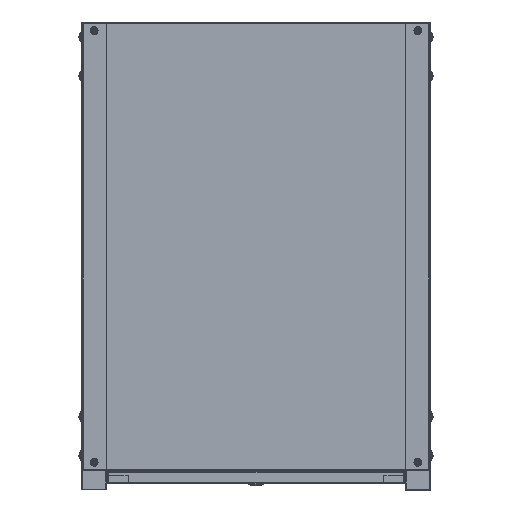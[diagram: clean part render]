
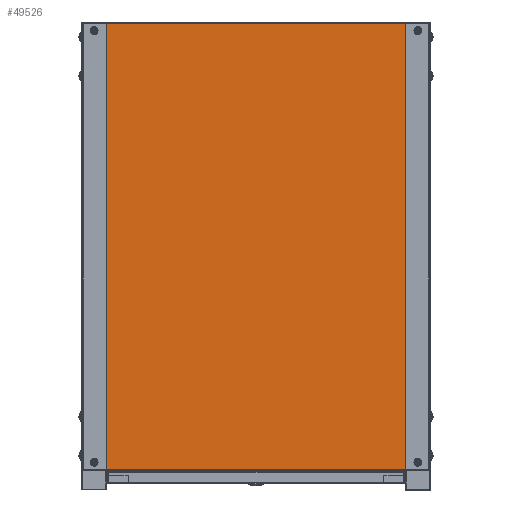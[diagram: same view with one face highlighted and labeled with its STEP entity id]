
A CAD part, left-side view. The second image highlights one B-rep face of the part: STEP entity #49526.
In plain terms, the highlighted face is planar.
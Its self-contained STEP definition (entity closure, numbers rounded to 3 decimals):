
#41 = CARTESIAN_POINT ( 'NONE',  ( -276.75, 0., 205.8 ) ) ;
#42 = AXIS2_PLACEMENT_3D ( 'NONE', #1633, #41487, #32846 ) ;
#210 = CARTESIAN_POINT ( 'NONE',  ( 276.75, 0., 207.5 ) ) ;
#510 = CARTESIAN_POINT ( 'NONE',  ( 286.75, 0., 222.5 ) ) ;
#1013 = CIRCLE ( 'NONE', #13623, 1.7 ) ;
#1633 = CARTESIAN_POINT ( 'NONE',  ( 276.75, 0., -207.5 ) ) ;
#1826 = AXIS2_PLACEMENT_3D ( 'NONE', #22852, #18498, #35000 ) ;
#2061 = CIRCLE ( 'NONE', #40103, 1.7 ) ;
#3673 = EDGE_LOOP ( 'NONE', ( #45452, #29089 ) ) ;
#3971 = EDGE_CURVE ( 'NONE', #6623, #48842, #24335, .T. ) ;
#5348 = VECTOR ( 'NONE', #54846, 1000. ) ;
#6586 = FACE_BOUND ( 'NONE', #38770, .T. ) ;
#6623 = VERTEX_POINT ( 'NONE', #56734 ) ;
#6832 = ORIENTED_EDGE ( 'NONE', *, *, #48468, .F. ) ;
#7944 = CARTESIAN_POINT ( 'NONE',  ( -276.75, 0., 207.5 ) ) ;
#7988 = FACE_BOUND ( 'NONE', #37203, .T. ) ;
#10212 = VECTOR ( 'NONE', #29759, 1000. ) ;
#10575 = CIRCLE ( 'NONE', #49856, 1.7 ) ;
#10589 = DIRECTION ( 'NONE',  ( -1., 0., 0. ) ) ;
#10603 = DIRECTION ( 'NONE',  ( 0., -1., 0. ) ) ;
#10796 = DIRECTION ( 'NONE',  ( 0., 0., 1. ) ) ;
#11666 = EDGE_CURVE ( 'NONE', #55334, #52545, #1013, .T. ) ;
#11972 = CIRCLE ( 'NONE', #55849, 1.7 ) ;
#11989 = CIRCLE ( 'NONE', #44644, 1.7 ) ;
#13169 = AXIS2_PLACEMENT_3D ( 'NONE', #44168, #39687, #21777 ) ;
#13623 = AXIS2_PLACEMENT_3D ( 'NONE', #29111, #55433, #15740 ) ;
#14155 = EDGE_CURVE ( 'NONE', #46486, #50863, #11972, .T. ) ;
#14804 = DIRECTION ( 'NONE',  ( 0., 0., 1. ) ) ;
#15740 = DIRECTION ( 'NONE',  ( 0., 0., -1. ) ) ;
#16087 = VERTEX_POINT ( 'NONE', #20788 ) ;
#16164 = DIRECTION ( 'NONE',  ( 0., 0., 1. ) ) ;
#16355 = FACE_BOUND ( 'NONE', #3673, .T. ) ;
#17103 = FACE_OUTER_BOUND ( 'NONE', #49387, .T. ) ;
#17441 = CARTESIAN_POINT ( 'NONE',  ( -276.75, 0., -205.8 ) ) ;
#18498 = DIRECTION ( 'NONE',  ( 0., -1., 0. ) ) ;
#18656 = LINE ( 'NONE', #510, #5348 ) ;
#20788 = CARTESIAN_POINT ( 'NONE',  ( -286.75, 0., 222.5 ) ) ;
#21482 = DIRECTION ( 'NONE',  ( 0., 0., -1. ) ) ;
#21635 = CARTESIAN_POINT ( 'NONE',  ( 276.75, 0., 209.2 ) ) ;
#21777 = DIRECTION ( 'NONE',  ( 0., 0., -1. ) ) ;
#22852 = CARTESIAN_POINT ( 'NONE',  ( 276.75, 0., -207.5 ) ) ;
#23440 = ORIENTED_EDGE ( 'NONE', *, *, #3971, .F. ) ;
#23661 = AXIS2_PLACEMENT_3D ( 'NONE', #51020, #10603, #10796 ) ;
#24014 = CARTESIAN_POINT ( 'NONE',  ( 276.75, 0., -205.8 ) ) ;
#24335 = LINE ( 'NONE', #32210, #53104 ) ;
#24647 = EDGE_CURVE ( 'NONE', #52545, #55334, #2061, .T. ) ;
#25925 = EDGE_CURVE ( 'NONE', #16087, #48671, #18656, .T. ) ;
#26235 = FACE_BOUND ( 'NONE', #46086, .T. ) ;
#26302 = EDGE_CURVE ( 'NONE', #48842, #16087, #29870, .T. ) ;
#26362 = LINE ( 'NONE', #39008, #10212 ) ;
#27581 = EDGE_CURVE ( 'NONE', #31247, #52807, #28305, .T. ) ;
#28305 = CIRCLE ( 'NONE', #1826, 1.7 ) ;
#29089 = ORIENTED_EDGE ( 'NONE', *, *, #27581, .F. ) ;
#29111 = CARTESIAN_POINT ( 'NONE',  ( -276.75, 0., 207.5 ) ) ;
#29292 = VERTEX_POINT ( 'NONE', #17441 ) ;
#29759 = DIRECTION ( 'NONE',  ( 0., 0., -1. ) ) ;
#29870 = LINE ( 'NONE', #39100, #52325 ) ;
#30582 = CARTESIAN_POINT ( 'NONE',  ( -276.75, 0., 209.2 ) ) ;
#30625 = CARTESIAN_POINT ( 'NONE',  ( -276.75, 0., -209.2 ) ) ;
#31247 = VERTEX_POINT ( 'NONE', #24014 ) ;
#32026 = CIRCLE ( 'NONE', #23661, 1.7 ) ;
#32048 = CARTESIAN_POINT ( 'NONE',  ( 276.75, 0., 205.8 ) ) ;
#32123 = ORIENTED_EDGE ( 'NONE', *, *, #11666, .F. ) ;
#32210 = CARTESIAN_POINT ( 'NONE',  ( 286.75, 0., -222.5 ) ) ;
#32306 = CARTESIAN_POINT ( 'NONE',  ( 276.75, 0., 207.5 ) ) ;
#32846 = DIRECTION ( 'NONE',  ( 0., 0., -1. ) ) ;
#33484 = CARTESIAN_POINT ( 'NONE',  ( -276.75, 0., -207.5 ) ) ;
#34696 = CARTESIAN_POINT ( 'NONE',  ( 276.75, 0., -209.2 ) ) ;
#35000 = DIRECTION ( 'NONE',  ( 0., 0., -1. ) ) ;
#35138 = DIRECTION ( 'NONE',  ( 0., 0., 1. ) ) ;
#36140 = CARTESIAN_POINT ( 'NONE',  ( 286.75, 0., 222.5 ) ) ;
#37203 = EDGE_LOOP ( 'NONE', ( #51680, #48172 ) ) ;
#37929 = ORIENTED_EDGE ( 'NONE', *, *, #42319, .F. ) ;
#38770 = EDGE_LOOP ( 'NONE', ( #6832, #56719 ) ) ;
#39008 = CARTESIAN_POINT ( 'NONE',  ( 286.75, 0., -222.5 ) ) ;
#39100 = CARTESIAN_POINT ( 'NONE',  ( -286.75, 0., -222.5 ) ) ;
#39687 = DIRECTION ( 'NONE',  ( 0., -1., 0. ) ) ;
#40103 = AXIS2_PLACEMENT_3D ( 'NONE', #7944, #48392, #21482 ) ;
#41487 = DIRECTION ( 'NONE',  ( 0., -1., 0. ) ) ;
#42319 = EDGE_CURVE ( 'NONE', #48671, #6623, #26362, .T. ) ;
#42441 = PLANE ( 'NONE',  #13169 ) ;
#44138 = EDGE_CURVE ( 'NONE', #50863, #46486, #10575, .T. ) ;
#44168 = CARTESIAN_POINT ( 'NONE',  ( 0., 0., 0. ) ) ;
#44644 = AXIS2_PLACEMENT_3D ( 'NONE', #33484, #52089, #16164 ) ;
#44883 = EDGE_CURVE ( 'NONE', #29292, #49552, #11989, .T. ) ;
#44954 = DIRECTION ( 'NONE',  ( 0., -1., 0. ) ) ;
#45452 = ORIENTED_EDGE ( 'NONE', *, *, #49317, .F. ) ;
#45736 = DIRECTION ( 'NONE',  ( 0., 0., 1. ) ) ;
#46086 = EDGE_LOOP ( 'NONE', ( #46176, #32123 ) ) ;
#46176 = ORIENTED_EDGE ( 'NONE', *, *, #24647, .F. ) ;
#46486 = VERTEX_POINT ( 'NONE', #32048 ) ;
#48172 = ORIENTED_EDGE ( 'NONE', *, *, #44138, .F. ) ;
#48392 = DIRECTION ( 'NONE',  ( 0., -1., 0. ) ) ;
#48468 = EDGE_CURVE ( 'NONE', #49552, #29292, #32026, .T. ) ;
#48671 = VERTEX_POINT ( 'NONE', #36140 ) ;
#48842 = VERTEX_POINT ( 'NONE', #50800 ) ;
#49317 = EDGE_CURVE ( 'NONE', #52807, #31247, #56437, .T. ) ;
#49387 = EDGE_LOOP ( 'NONE', ( #54098, #23440, #37929, #51518 ) ) ;
#49526 = ADVANCED_FACE ( 'NONE', ( #26235, #6586, #7988, #16355, #17103 ), #42441, .T. ) ;
#49552 = VERTEX_POINT ( 'NONE', #30625 ) ;
#49856 = AXIS2_PLACEMENT_3D ( 'NONE', #210, #44954, #45736 ) ;
#50531 = DIRECTION ( 'NONE',  ( 0., -1., 0. ) ) ;
#50800 = CARTESIAN_POINT ( 'NONE',  ( -286.75, 0., -222.5 ) ) ;
#50863 = VERTEX_POINT ( 'NONE', #21635 ) ;
#51020 = CARTESIAN_POINT ( 'NONE',  ( -276.75, 0., -207.5 ) ) ;
#51518 = ORIENTED_EDGE ( 'NONE', *, *, #25925, .F. ) ;
#51680 = ORIENTED_EDGE ( 'NONE', *, *, #14155, .F. ) ;
#52089 = DIRECTION ( 'NONE',  ( 0., -1., 0. ) ) ;
#52325 = VECTOR ( 'NONE', #35138, 1000. ) ;
#52545 = VERTEX_POINT ( 'NONE', #41 ) ;
#52807 = VERTEX_POINT ( 'NONE', #34696 ) ;
#53104 = VECTOR ( 'NONE', #10589, 1000. ) ;
#54098 = ORIENTED_EDGE ( 'NONE', *, *, #26302, .F. ) ;
#54846 = DIRECTION ( 'NONE',  ( 1., 0., 0. ) ) ;
#55334 = VERTEX_POINT ( 'NONE', #30582 ) ;
#55433 = DIRECTION ( 'NONE',  ( 0., -1., 0. ) ) ;
#55849 = AXIS2_PLACEMENT_3D ( 'NONE', #32306, #50531, #14804 ) ;
#56437 = CIRCLE ( 'NONE', #42, 1.7 ) ;
#56719 = ORIENTED_EDGE ( 'NONE', *, *, #44883, .F. ) ;
#56734 = CARTESIAN_POINT ( 'NONE',  ( 286.75, 0., -222.5 ) ) ;
